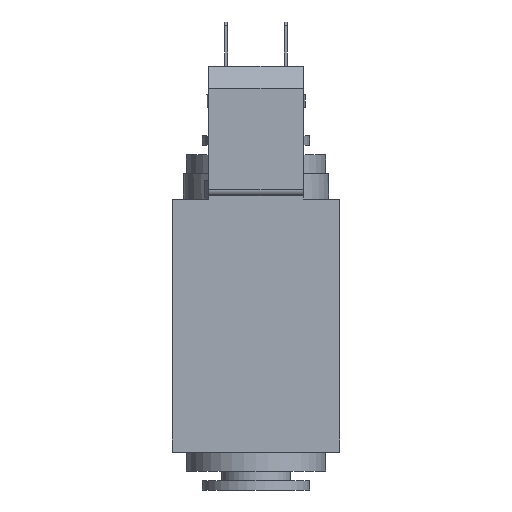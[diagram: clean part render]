
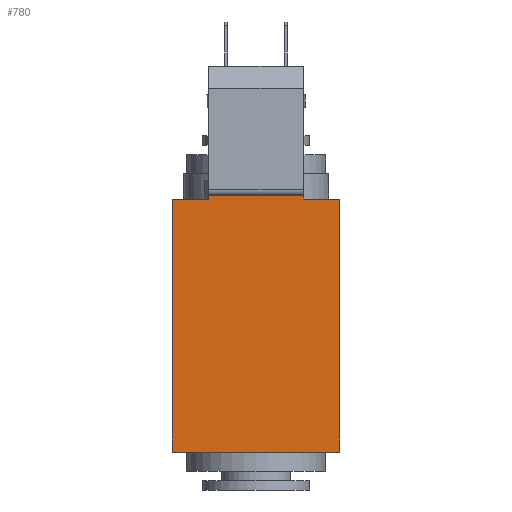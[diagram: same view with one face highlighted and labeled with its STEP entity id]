
A CAD part, left-side view. The second image highlights one B-rep face of the part: STEP entity #780.
In plain terms, the highlighted face is planar.
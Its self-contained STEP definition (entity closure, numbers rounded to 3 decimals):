
#273=CARTESIAN_POINT('',(61.5,20.5,7.5));
#274=VERTEX_POINT('',#273);
#291=CARTESIAN_POINT('',(61.5,20.,7.5));
#292=VERTEX_POINT('',#291);
#299=CARTESIAN_POINT('',(61.5,20.,7.5));
#300=DIRECTION('',(0.0,1.0,0.0));
#301=VECTOR('',#300,0.5);
#302=LINE('',#299,#301);
#303=EDGE_CURVE('',#292,#274,#302,.T.);
#344=CARTESIAN_POINT('',(61.5,20.5,-7.5));
#345=VERTEX_POINT('',#344);
#352=CARTESIAN_POINT('',(61.5,20.,-7.5));
#353=VERTEX_POINT('',#352);
#354=CARTESIAN_POINT('',(61.5,20.,-7.5));
#355=DIRECTION('',(0.0,1.0,0.0));
#356=VECTOR('',#355,0.5);
#357=LINE('',#354,#356);
#358=EDGE_CURVE('',#353,#345,#357,.T.);
#375=CARTESIAN_POINT('',(61.5,20.5,-7.5));
#376=DIRECTION('',(0.0,0.0,1.0));
#377=VECTOR('',#376,15.);
#378=LINE('',#375,#377);
#379=EDGE_CURVE('',#345,#274,#378,.T.);
#410=CARTESIAN_POINT('',(61.5,20.,-13.25));
#411=VERTEX_POINT('',#410);
#412=CARTESIAN_POINT('',(61.5,20.,-7.5));
#413=DIRECTION('',(0.0,0.0,-1.0));
#414=VECTOR('',#413,5.75);
#415=LINE('',#412,#414);
#416=EDGE_CURVE('',#353,#411,#415,.T.);
#523=CARTESIAN_POINT('',(61.5,20.,13.25));
#524=VERTEX_POINT('',#523);
#531=CARTESIAN_POINT('',(61.5,20.,13.25));
#532=DIRECTION('',(0.0,0.0,-1.0));
#533=VECTOR('',#532,5.75);
#534=LINE('',#531,#533);
#535=EDGE_CURVE('',#524,#292,#534,.T.);
#746=CARTESIAN_POINT('',(61.5,0.0,0.));
#747=DIRECTION('',(1.0,0.0,0.0));
#748=DIRECTION('',(0.0,0.0,-1.0));
#749=AXIS2_PLACEMENT_3D('',#746,#747,#748);
#750=PLANE('',#749);
#751=ORIENTED_EDGE('',*,*,#535,.F.);
#752=CARTESIAN_POINT('',(61.5,-20.,13.25));
#753=VERTEX_POINT('',#752);
#754=CARTESIAN_POINT('',(61.5,-20.,13.25));
#755=DIRECTION('',(0.0,1.0,0.0));
#756=VECTOR('',#755,40.);
#757=LINE('',#754,#756);
#758=EDGE_CURVE('',#753,#524,#757,.T.);
#759=ORIENTED_EDGE('',*,*,#758,.F.);
#760=CARTESIAN_POINT('',(61.5,-20.,-13.25));
#761=VERTEX_POINT('',#760);
#762=CARTESIAN_POINT('',(61.5,-20.,-13.25));
#763=DIRECTION('',(0.0,0.0,1.0));
#764=VECTOR('',#763,26.5);
#765=LINE('',#762,#764);
#766=EDGE_CURVE('',#761,#753,#765,.T.);
#767=ORIENTED_EDGE('',*,*,#766,.F.);
#768=CARTESIAN_POINT('',(61.5,20.,-13.25));
#769=DIRECTION('',(0.0,-1.0,0.0));
#770=VECTOR('',#769,40.);
#771=LINE('',#768,#770);
#772=EDGE_CURVE('',#411,#761,#771,.T.);
#773=ORIENTED_EDGE('',*,*,#772,.F.);
#774=ORIENTED_EDGE('',*,*,#416,.F.);
#775=ORIENTED_EDGE('',*,*,#358,.T.);
#776=ORIENTED_EDGE('',*,*,#379,.T.);
#777=ORIENTED_EDGE('',*,*,#303,.F.);
#778=EDGE_LOOP('',(#751,#759,#767,#773,#774,#775,#776,#777));
#779=FACE_OUTER_BOUND('',#778,.T.);
#780=ADVANCED_FACE('',(#779),#750,.T.);
